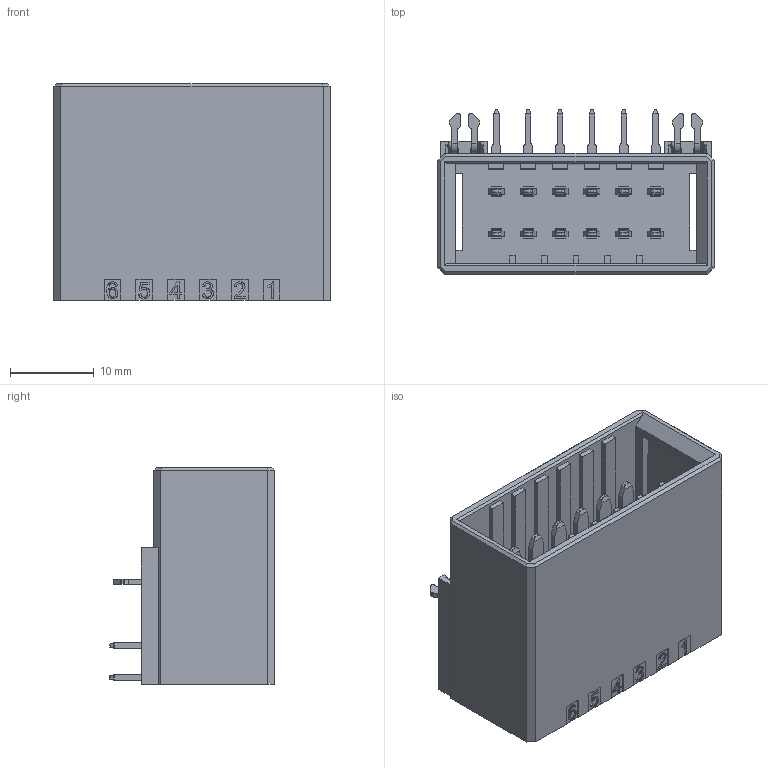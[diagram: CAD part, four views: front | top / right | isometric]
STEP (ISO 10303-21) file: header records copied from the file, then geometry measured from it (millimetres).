
FILE_DESCRIPTION( ('This file contains a STEP AP42 implementation' ,'as created by ZW3D STEP Interface translator.') ,'2;1' );
FILE_NAME( 'WD3810-2WR06XXBA10W.stp' ,'2312 6.115436', (''), ('ZWCAD Software Co.'), 'Version 1.0', 'ZW3D to STEP translator', '' );
FILE_SCHEMA(('AUTOMOTIVE_DESIGN { 1 0 10303 214 1 1 1 1 }'));
Length unit declared in the file: millimetre
Products named in the file (2): 0; WD3810-2WR06XXBA10W
Bounding box: 33.05 x 19.73 x 25.91 mm (x, y, z)
Volume: 5047.8 mm3; surface area: 9209.7 mm2
Topology: 1 solids, 1 shells, 1224 faces, 3350 edges, 2193 vertices
Faces by surface type: plane 937, cylinder 208, bspline 79
Entity records: 39973 total; most frequent: CARTESIAN_POINT 7579, ORIENTED_EDGE 6700, DIRECTION 5978, EDGE_CURVE 3350, VECTOR 2762, LINE 2762, VERTEX_POINT 2193, AXIS2_PLACEMENT_3D 1608
